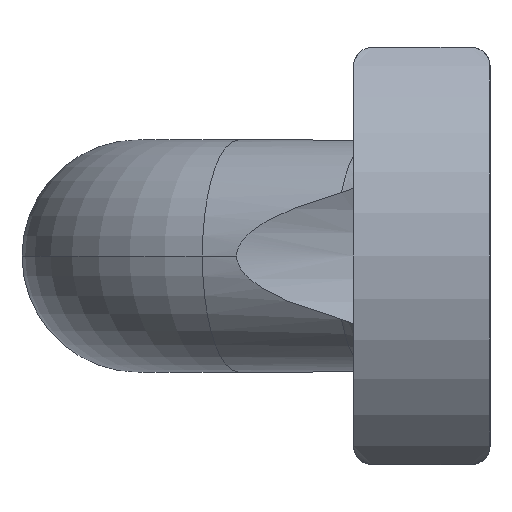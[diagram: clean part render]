
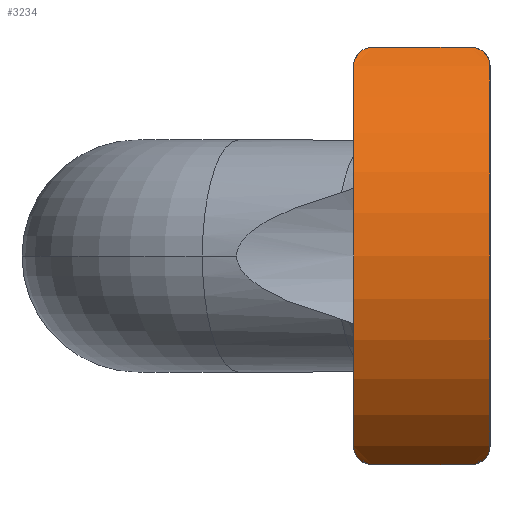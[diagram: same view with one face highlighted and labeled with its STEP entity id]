
A CAD part, left-side view. The second image highlights one B-rep face of the part: STEP entity #3234.
In plain terms, the highlighted cylindrical face has radius 6.985 mm (diameter 13.97 mm), a partial arc.
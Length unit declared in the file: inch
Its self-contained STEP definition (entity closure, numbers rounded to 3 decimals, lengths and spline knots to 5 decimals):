
#15 = DIRECTION ( 'NONE',  ( 0., 0., -1. ) ) ;
#118 = CARTESIAN_POINT ( 'NONE',  ( -1.06799, 0.67612, -0.97459 ) ) ;
#129 = CARTESIAN_POINT ( 'NONE',  ( -1.07547, 0.68121, -0.54453 ) ) ;
#153 = CARTESIAN_POINT ( 'NONE',  ( -1.08565, 0.68267, -0.95977 ) ) ;
#163 = CARTESIAN_POINT ( 'NONE',  ( -1.06149, 0.557, -0.5338 ) ) ;
#167 = CARTESIAN_POINT ( 'NONE',  ( -1.07242, 0.67925, -0.97111 ) ) ;
#236 = EDGE_CURVE ( 'NONE', #1121, #2068, #2194, .T. ) ;
#243 = VERTEX_POINT ( 'NONE', #866 ) ;
#246 = CARTESIAN_POINT ( 'NONE',  ( -1.06149, 0.66267, -0.5338 ) ) ;
#251 = CARTESIAN_POINT ( 'NONE',  ( -1.08435, 0.53704, -0.96094 ) ) ;
#285 = CARTESIAN_POINT ( 'NONE',  ( -1.07955, 0.53729, -0.96527 ) ) ;
#293 = CARTESIAN_POINT ( 'NONE',  ( -1.08521, 0.537, -0.96016 ) ) ;
#318 = CARTESIAN_POINT ( 'NONE',  ( -1.08063, 0.68267, -0.54888 ) ) ;
#324 = EDGE_CURVE ( 'NONE', #948, #1573, #490, .T. ) ;
#400 = CARTESIAN_POINT ( 'NONE',  ( -1.07565, 0.53888, -0.54474 ) ) ;
#479 = FACE_OUTER_BOUND ( 'NONE', #640, .T. ) ;
#480 = EDGE_CURVE ( 'NONE', #2487, #1121, #1536, .T. ) ;
#490 = LINE ( 'NONE', #2985, #1669 ) ;
#499 = CYLINDRICAL_SURFACE ( 'NONE', #991, 0.275 ) ;
#507 = VERTEX_POINT ( 'NONE', #3174 ) ;
#526 = ORIENTED_EDGE ( 'NONE', *, *, #2379, .T. ) ;
#573 = CIRCLE ( 'NONE', #2366, 0.275 ) ;
#589 = CARTESIAN_POINT ( 'NONE',  ( -1.08435, 0.53704, -0.96094 ) ) ;
#604 = B_SPLINE_CURVE_WITH_KNOTS ( 'NONE', 3,
 ( #1069, #815, #2540, #3244, #2031, #1509, #285, #251 ),
 .UNSPECIFIED., .F., .F.,
 ( 4, 2, 2, 4 ),
 ( 0., 0.00025, 0.00049, 0.00098 ),
 .UNSPECIFIED. ) ;
#622 = ORIENTED_EDGE ( 'NONE', *, *, #1733, .T. ) ;
#640 = EDGE_LOOP ( 'NONE', ( #1385, #2609, #526, #2002, #1269, #964, #622, #1768, #2795, #2399 ) ) ;
#700 = B_SPLINE_CURVE_WITH_KNOTS ( 'NONE', 3,
 ( #2413, #3199, #2396, #400, #3212, #2461, #1198, #2444, #1412, #163 ),
 .UNSPECIFIED., .F., .F.,
 ( 4, 2, 2, 2, 4 ),
 ( 0., 0.00025, 0.00051, 0.00076, 0.00102 ),
 .UNSPECIFIED. ) ;
#731 = DIRECTION ( 'NONE',  ( 0., -1., 0. ) ) ;
#758 = CARTESIAN_POINT ( 'NONE',  ( -1.08565, 0.537, -0.95977 ) ) ;
#775 = CARTESIAN_POINT ( 'NONE',  ( -1.08478, 0.68266, -0.96055 ) ) ;
#787 = CARTESIAN_POINT ( 'NONE',  ( -1.08478, 0.53701, -0.96055 ) ) ;
#815 = CARTESIAN_POINT ( 'NONE',  ( -1.06149, 0.55372, -0.97942 ) ) ;
#866 = CARTESIAN_POINT ( 'NONE',  ( -1.06149, 0.557, -0.97942 ) ) ;
#879 = CARTESIAN_POINT ( 'NONE',  ( -1.08565, 0.68267, -0.55346 ) ) ;
#945 = AXIS2_PLACEMENT_3D ( 'NONE', #982, #2961, #15 ) ;
#948 = VERTEX_POINT ( 'NONE', #246 ) ;
#964 = ORIENTED_EDGE ( 'NONE', *, *, #324, .F. ) ;
#982 = CARTESIAN_POINT ( 'NONE',  ( -0.9003, 0.537, -0.75661 ) ) ;
#991 = AXIS2_PLACEMENT_3D ( 'NONE', #3249, #731, #2975 ) ;
#1069 = CARTESIAN_POINT ( 'NONE',  ( -1.06149, 0.557, -0.97942 ) ) ;
#1076 = DIRECTION ( 'NONE',  ( 0., -1., 0. ) ) ;
#1094 = LINE ( 'NONE', #1815, #2347 ) ;
#1113 = CARTESIAN_POINT ( 'NONE',  ( -1.08565, 0.537, -0.95977 ) ) ;
#1117 = CARTESIAN_POINT ( 'NONE',  ( -1.06149, 0.66267, -0.97942 ) ) ;
#1121 = VERTEX_POINT ( 'NONE', #2513 ) ;
#1123 = CARTESIAN_POINT ( 'NONE',  ( -1.0627, 0.66932, -0.53467 ) ) ;
#1143 = CARTESIAN_POINT ( 'NONE',  ( -1.08435, 0.68264, -0.96094 ) ) ;
#1178 = CARTESIAN_POINT ( 'NONE',  ( -1.08565, 0.537, -0.55346 ) ) ;
#1186 = CARTESIAN_POINT ( 'NONE',  ( -1.06261, 0.66907, -0.97862 ) ) ;
#1198 = CARTESIAN_POINT ( 'NONE',  ( -1.06623, 0.54515, -0.5373 ) ) ;
#1244 = DIRECTION ( 'NONE',  ( 0., -1., 0. ) ) ;
#1269 = ORIENTED_EDGE ( 'NONE', *, *, #1770, .T. ) ;
#1385 = ORIENTED_EDGE ( 'NONE', *, *, #2437, .T. ) ;
#1412 = CARTESIAN_POINT ( 'NONE',  ( -1.06149, 0.55357, -0.5338 ) ) ;
#1431 = VERTEX_POINT ( 'NONE', #758 ) ;
#1482 = DIRECTION ( 'NONE',  ( 0., 1., 0. ) ) ;
#1509 = CARTESIAN_POINT ( 'NONE',  ( -1.07462, 0.53885, -0.96938 ) ) ;
#1536 = B_SPLINE_CURVE_WITH_KNOTS ( 'NONE', 3,
 ( #2357, #1867, #775, #1143 ),
 .UNSPECIFIED., .F., .F.,
 ( 4, 4 ),
 ( 0., 0.00004 ),
 .UNSPECIFIED. ) ;
#1573 = VERTEX_POINT ( 'NONE', #1876 ) ;
#1576 = CARTESIAN_POINT ( 'NONE',  ( -1.08565, 0.68267, -0.55346 ) ) ;
#1669 = VECTOR ( 'NONE', #1244, 39.37008 ) ;
#1733 = EDGE_CURVE ( 'NONE', #948, #2107, #2946, .T. ) ;
#1768 = ORIENTED_EDGE ( 'NONE', *, *, #3217, .F. ) ;
#1770 = EDGE_CURVE ( 'NONE', #2722, #1573, #700, .T. ) ;
#1815 = CARTESIAN_POINT ( 'NONE',  ( -1.06149, 0.68267, -0.97942 ) ) ;
#1867 = CARTESIAN_POINT ( 'NONE',  ( -1.08521, 0.68267, -0.96016 ) ) ;
#1876 = CARTESIAN_POINT ( 'NONE',  ( -1.06149, 0.557, -0.5338 ) ) ;
#2002 = ORIENTED_EDGE ( 'NONE', *, *, #3233, .T. ) ;
#2020 = CARTESIAN_POINT ( 'NONE',  ( -0.9003, 0.68267, -0.75661 ) ) ;
#2031 = CARTESIAN_POINT ( 'NONE',  ( -1.06797, 0.54357, -0.97461 ) ) ;
#2061 = CARTESIAN_POINT ( 'NONE',  ( -1.06845, 0.67652, -0.53899 ) ) ;
#2068 = VERTEX_POINT ( 'NONE', #1117 ) ;
#2107 = VERTEX_POINT ( 'NONE', #1576 ) ;
#2179 = CARTESIAN_POINT ( 'NONE',  ( -1.06149, 0.66595, -0.97942 ) ) ;
#2194 = B_SPLINE_CURVE_WITH_KNOTS ( 'NONE', 3,
 ( #2662, #2692, #2384, #2417, #167, #118, #2432, #1186, #2179, #3189 ),
 .UNSPECIFIED., .F., .F.,
 ( 4, 2, 2, 2, 4 ),
 ( 0.00004, 0.00029, 0.00053, 0.00078, 0.00102 ),
 .UNSPECIFIED. ) ;
#2347 = VECTOR ( 'NONE', #1076, 39.37008 ) ;
#2357 = CARTESIAN_POINT ( 'NONE',  ( -1.08565, 0.68267, -0.95977 ) ) ;
#2366 = AXIS2_PLACEMENT_3D ( 'NONE', #2020, #1482, #2708 ) ;
#2379 = EDGE_CURVE ( 'NONE', #507, #1431, #2451, .T. ) ;
#2380 = CARTESIAN_POINT ( 'NONE',  ( -1.06623, 0.67453, -0.5373 ) ) ;
#2384 = CARTESIAN_POINT ( 'NONE',  ( -1.07956, 0.68205, -0.96518 ) ) ;
#2396 = CARTESIAN_POINT ( 'NONE',  ( -1.08064, 0.53738, -0.54897 ) ) ;
#2399 = ORIENTED_EDGE ( 'NONE', *, *, #236, .T. ) ;
#2413 = CARTESIAN_POINT ( 'NONE',  ( -1.08565, 0.537, -0.55346 ) ) ;
#2417 = CARTESIAN_POINT ( 'NONE',  ( -1.0748, 0.68042, -0.96918 ) ) ;
#2432 = CARTESIAN_POINT ( 'NONE',  ( -1.06589, 0.67413, -0.97618 ) ) ;
#2437 = EDGE_CURVE ( 'NONE', #2068, #243, #1094, .T. ) ;
#2444 = CARTESIAN_POINT ( 'NONE',  ( -1.06272, 0.55033, -0.53469 ) ) ;
#2451 = B_SPLINE_CURVE_WITH_KNOTS ( 'NONE', 3,
 ( #589, #787, #293, #1113 ),
 .UNSPECIFIED., .F., .F.,
 ( 4, 4 ),
 ( 0.00098, 0.00103 ),
 .UNSPECIFIED. ) ;
#2461 = CARTESIAN_POINT ( 'NONE',  ( -1.06847, 0.54314, -0.539 ) ) ;
#2487 = VERTEX_POINT ( 'NONE', #153 ) ;
#2513 = CARTESIAN_POINT ( 'NONE',  ( -1.08435, 0.68264, -0.96094 ) ) ;
#2540 = CARTESIAN_POINT ( 'NONE',  ( -1.06259, 0.55063, -0.97863 ) ) ;
#2596 = EDGE_CURVE ( 'NONE', #243, #507, #604, .T. ) ;
#2609 = ORIENTED_EDGE ( 'NONE', *, *, #2596, .T. ) ;
#2662 = CARTESIAN_POINT ( 'NONE',  ( -1.08435, 0.68264, -0.96094 ) ) ;
#2692 = CARTESIAN_POINT ( 'NONE',  ( -1.08195, 0.68251, -0.9631 ) ) ;
#2708 = DIRECTION ( 'NONE',  ( 0., 0., -1. ) ) ;
#2722 = VERTEX_POINT ( 'NONE', #1178 ) ;
#2795 = ORIENTED_EDGE ( 'NONE', *, *, #480, .T. ) ;
#2870 = CARTESIAN_POINT ( 'NONE',  ( -1.06149, 0.66267, -0.5338 ) ) ;
#2946 = B_SPLINE_CURVE_WITH_KNOTS ( 'NONE', 3,
 ( #2870, #3119, #1123, #2380, #2061, #129, #318, #879 ),
 .UNSPECIFIED., .F., .F.,
 ( 4, 2, 2, 4 ),
 ( 0., 0.00026, 0.00051, 0.00103 ),
 .UNSPECIFIED. ) ;
#2961 = DIRECTION ( 'NONE',  ( 0., 1., 0. ) ) ;
#2975 = DIRECTION ( 'NONE',  ( 0., 0., -1. ) ) ;
#2985 = CARTESIAN_POINT ( 'NONE',  ( -1.06149, 0.68267, -0.5338 ) ) ;
#2992 = CIRCLE ( 'NONE', #945, 0.275 ) ;
#3119 = CARTESIAN_POINT ( 'NONE',  ( -1.06149, 0.6661, -0.5338 ) ) ;
#3174 = CARTESIAN_POINT ( 'NONE',  ( -1.08435, 0.53704, -0.96094 ) ) ;
#3189 = CARTESIAN_POINT ( 'NONE',  ( -1.06149, 0.66267, -0.97942 ) ) ;
#3199 = CARTESIAN_POINT ( 'NONE',  ( -1.08314, 0.537, -0.55117 ) ) ;
#3212 = CARTESIAN_POINT ( 'NONE',  ( -1.07314, 0.54002, -0.5427 ) ) ;
#3217 = EDGE_CURVE ( 'NONE', #2487, #2107, #573, .T. ) ;
#3233 = EDGE_CURVE ( 'NONE', #1431, #2722, #2992, .T. ) ;
#3234 = ADVANCED_FACE ( 'NONE', ( #479 ), #499, .T. ) ;
#3244 = CARTESIAN_POINT ( 'NONE',  ( -1.06588, 0.54555, -0.97619 ) ) ;
#3249 = CARTESIAN_POINT ( 'NONE',  ( -0.9003, 0.68267, -0.75661 ) ) ;
